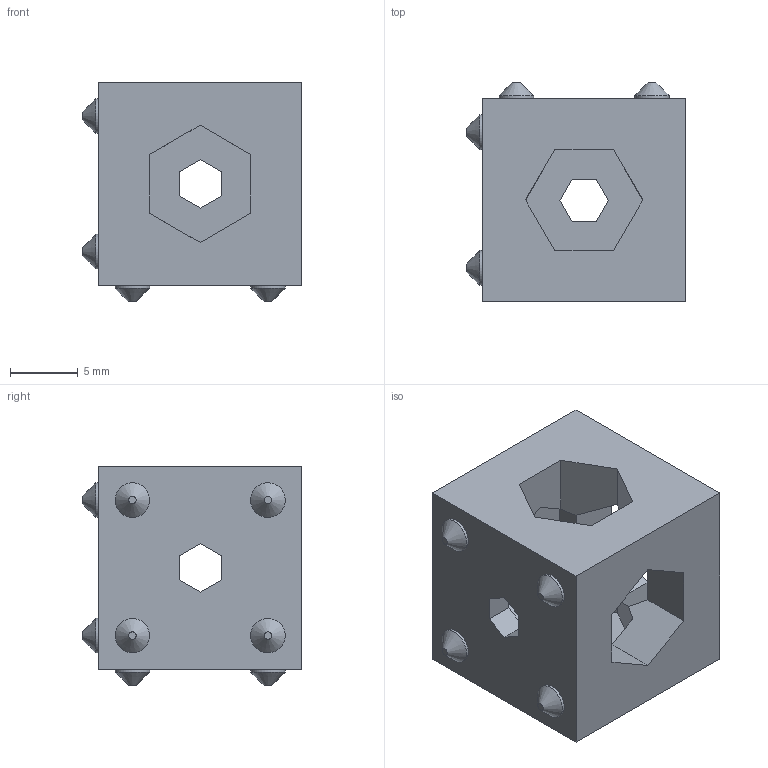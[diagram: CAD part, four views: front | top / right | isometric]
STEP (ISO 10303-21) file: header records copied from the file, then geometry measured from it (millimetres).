
FILE_DESCRIPTION(('FreeCAD Model'),'2;1');
FILE_NAME('Open CASCADE Shape Model','2021-12-31T13:46:54',('Author'),( ''),'Open CASCADE STEP processor 7.5','FreeCAD','Unknown');
FILE_SCHEMA(('AUTOMOTIVE_DESIGN { 1 0 10303 214 1 1 1 1 }'));
Length unit declared in the file: millimetre
Products named in the file (1): 3-block
Bounding box: 16.2 x 16.2 x 16.2 mm (x, y, z)
Volume: 2154.8 mm3; surface area: 1867.9 mm2
Topology: 1 solids, 1 shells, 99 faces, 234 edges, 148 vertices
Faces by surface type: plane 75, cylinder 12, cone 12
Full cylindrical faces by diameter (mm): 2.55 x12
Entity records: 5876 total; most frequent: CARTESIAN_POINT 950, DIRECTION 938, LINE 642, VECTOR 642, ORIENTED_EDGE 468, PCURVE 468, DEFINITIONAL_REPRESENTATION 468, EDGE_CURVE 234
